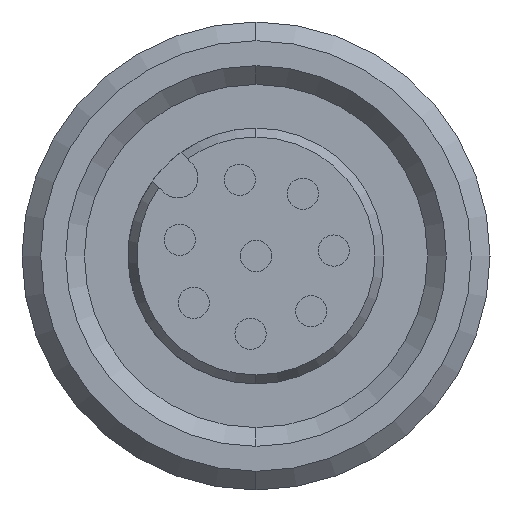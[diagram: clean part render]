
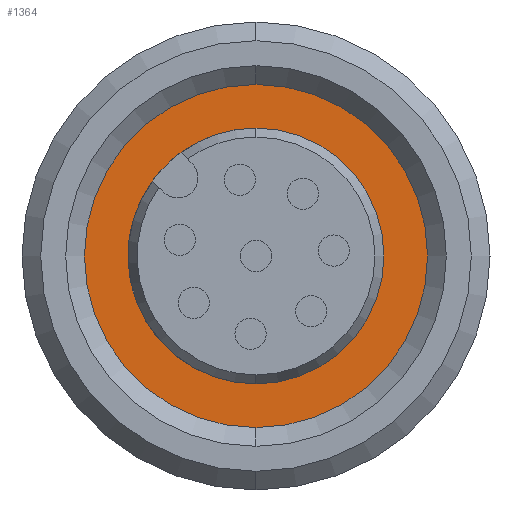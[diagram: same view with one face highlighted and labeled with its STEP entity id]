
A CAD part, left-side view. The second image highlights one B-rep face of the part: STEP entity #1364.
In plain terms, the highlighted planar face has unit normal (-1, 0, 0).
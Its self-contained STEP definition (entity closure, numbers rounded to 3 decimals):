
#13 = DIRECTION ( 'NONE',  ( 0., 0., 1. ) ) ;
#45 = CARTESIAN_POINT ( 'NONE',  ( -5.2, 0., 4.1 ) ) ;
#67 = AXIS2_PLACEMENT_3D ( 'NONE', #3550, #2395, #5608 ) ;
#164 = CIRCLE ( 'NONE', #2765, 5.5 ) ;
#441 = CARTESIAN_POINT ( 'NONE',  ( -5.2, 0., 5.5 ) ) ;
#488 = ORIENTED_EDGE ( 'NONE', *, *, #3072, .T. ) ;
#647 = CARTESIAN_POINT ( 'NONE',  ( -5.2, 0., -5.5 ) ) ;
#704 = CIRCLE ( 'NONE', #67, 4.1 ) ;
#713 = CARTESIAN_POINT ( 'NONE',  ( -5.2, 0., -4.1 ) ) ;
#863 = DIRECTION ( 'NONE',  ( -1., 0., 0. ) ) ;
#908 = EDGE_LOOP ( 'NONE', ( #1459, #5715 ) ) ;
#1325 = CIRCLE ( 'NONE', #5993, 5.5 ) ;
#1364 = ADVANCED_FACE ( 'NONE', ( #3127, #5185 ), #5079, .T. ) ;
#1459 = ORIENTED_EDGE ( 'NONE', *, *, #6707, .F. ) ;
#1464 = EDGE_CURVE ( 'NONE', #5463, #6510, #1325, .T. ) ;
#1627 = DIRECTION ( 'NONE',  ( 0., 0., -1. ) ) ;
#1901 = ORIENTED_EDGE ( 'NONE', *, *, #1464, .T. ) ;
#2395 = DIRECTION ( 'NONE',  ( -1., 0., 0. ) ) ;
#2585 = CARTESIAN_POINT ( 'NONE',  ( -5.2, 0., 0. ) ) ;
#2765 = AXIS2_PLACEMENT_3D ( 'NONE', #6607, #863, #3987 ) ;
#3072 = EDGE_CURVE ( 'NONE', #6510, #5463, #164, .T. ) ;
#3078 = EDGE_CURVE ( 'NONE', #5451, #5570, #704, .T. ) ;
#3127 = FACE_BOUND ( 'NONE', #908, .T. ) ;
#3423 = CIRCLE ( 'NONE', #3991, 4.1 ) ;
#3550 = CARTESIAN_POINT ( 'NONE',  ( -5.2, 0., 0. ) ) ;
#3798 = DIRECTION ( 'NONE',  ( -1., 0., 0. ) ) ;
#3987 = DIRECTION ( 'NONE',  ( 0., 0., -1. ) ) ;
#3991 = AXIS2_PLACEMENT_3D ( 'NONE', #2585, #6251, #1627 ) ;
#4047 = AXIS2_PLACEMENT_3D ( 'NONE', #4689, #4143, #13 ) ;
#4143 = DIRECTION ( 'NONE',  ( -1., 0., 0. ) ) ;
#4167 = EDGE_LOOP ( 'NONE', ( #1901, #488 ) ) ;
#4246 = CARTESIAN_POINT ( 'NONE',  ( -5.2, 0., 0. ) ) ;
#4343 = DIRECTION ( 'NONE',  ( 0., 0., -1. ) ) ;
#4689 = CARTESIAN_POINT ( 'NONE',  ( -5.2, 0., -4.8 ) ) ;
#5079 = PLANE ( 'NONE',  #4047 ) ;
#5185 = FACE_OUTER_BOUND ( 'NONE', #4167, .T. ) ;
#5451 = VERTEX_POINT ( 'NONE', #45 ) ;
#5463 = VERTEX_POINT ( 'NONE', #647 ) ;
#5570 = VERTEX_POINT ( 'NONE', #713 ) ;
#5608 = DIRECTION ( 'NONE',  ( 0., 0., -1. ) ) ;
#5715 = ORIENTED_EDGE ( 'NONE', *, *, #3078, .F. ) ;
#5993 = AXIS2_PLACEMENT_3D ( 'NONE', #4246, #3798, #4343 ) ;
#6251 = DIRECTION ( 'NONE',  ( -1., 0., 0. ) ) ;
#6510 = VERTEX_POINT ( 'NONE', #441 ) ;
#6607 = CARTESIAN_POINT ( 'NONE',  ( -5.2, 0., 0. ) ) ;
#6707 = EDGE_CURVE ( 'NONE', #5570, #5451, #3423, .T. ) ;
